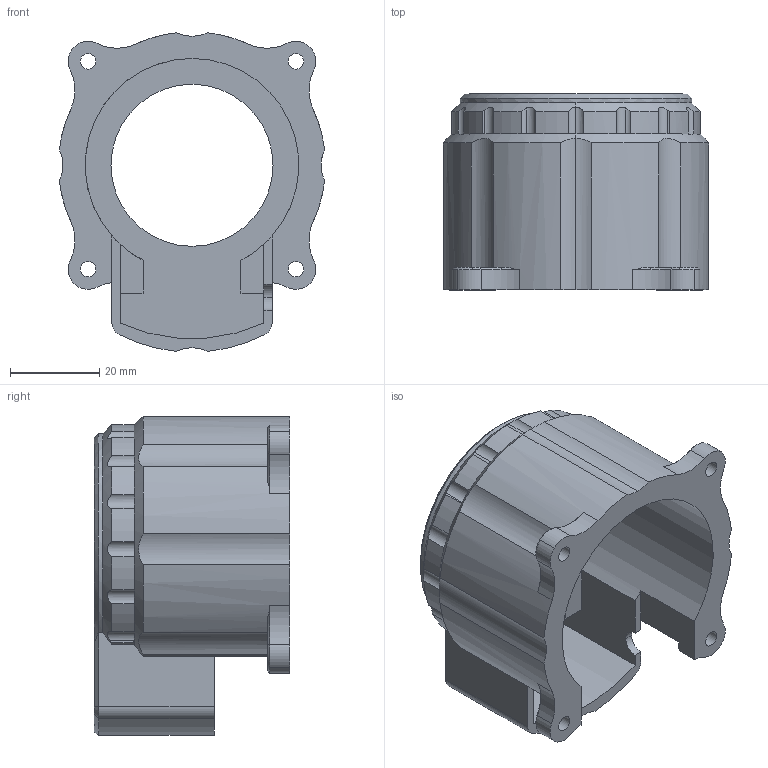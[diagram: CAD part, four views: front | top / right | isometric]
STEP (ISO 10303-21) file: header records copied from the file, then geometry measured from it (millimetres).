
FILE_DESCRIPTION(('HOOPS Exchange Step'),'2;1');
FILE_NAME('temp_export','2024-05-07T15:04:47+09:00',('mobile'),('Shapr3D Limited'),'HOOPS Exchange 2024.2','Shapr3D','Authorized');
FILE_SCHEMA( ('AUTOMOTIVE_DESIGN { 1 0 10303 214 1 1 1 1 }') );
Length unit declared in the file: millimetre
Products named in the file (1): Rear-TH
Bounding box: 59.6 x 44 x 71.59 mm (x, y, z)
Volume: 40171.7 mm3; surface area: 19960.8 mm2
Topology: 1 solids, 1 shells, 152 faces, 422 edges, 272 vertices
Faces by surface type: cylinder 84, plane 40, cone 28
Full cylindrical faces by diameter (mm): 3.5 x4, 36.4 x1
Entity records: 6044 total; most frequent: CARTESIAN_POINT 2059, DIRECTION 861, ORIENTED_EDGE 844, EDGE_CURVE 422, AXIS2_PLACEMENT_3D 353, VERTEX_POINT 272, CIRCLE 196, EDGE_LOOP 162
